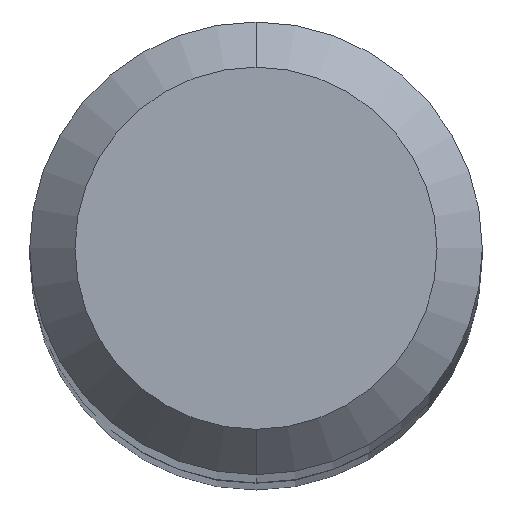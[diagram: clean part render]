
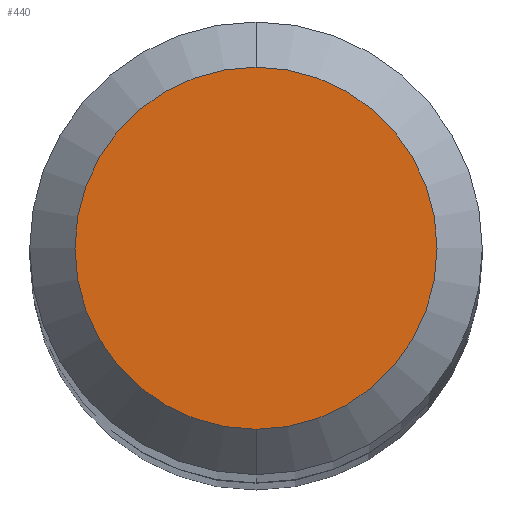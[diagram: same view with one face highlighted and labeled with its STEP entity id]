
A CAD part, top view. The second image highlights one B-rep face of the part: STEP entity #440.
In plain terms, the highlighted planar face has unit normal (0, 0, 1).
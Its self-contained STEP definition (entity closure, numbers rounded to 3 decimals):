
#228=VERTEX_POINT('',#537);
#276=EDGE_CURVE('',#356,#228,#588,.T.);
#292=EDGE_CURVE('',#228,#356,#606,.T.);
#356=VERTEX_POINT('',#677);
#440=ADVANCED_FACE('',(#770),#771,.T.);
#537=CARTESIAN_POINT('',(0.,-1.2,0.0));
#588=CIRCLE('',#995,1.2);
#606=CIRCLE('',#1020,1.2);
#677=CARTESIAN_POINT('',(0.0,1.2,0.0));
#770=FACE_OUTER_BOUND('',#1399,.T.);
#771=PLANE('',#1400);
#995=AXIS2_PLACEMENT_3D('',#1567,#1568,#1569);
#1020=AXIS2_PLACEMENT_3D('',#1599,#1600,#1601);
#1399=EDGE_LOOP('',(#1763,#1764));
#1400=AXIS2_PLACEMENT_3D('',#1765,#1766,#1767);
#1567=CARTESIAN_POINT('',(0.0,0.0,0.0));
#1568=DIRECTION('',(0.0,0.0,-1.0));
#1569=DIRECTION('',(0.0,1.0,0.0));
#1599=CARTESIAN_POINT('',(0.0,0.0,0.0));
#1600=DIRECTION('',(0.0,0.0,-1.0));
#1601=DIRECTION('',(0.0,1.0,0.0));
#1763=ORIENTED_EDGE('',*,*,#276,.F.);
#1764=ORIENTED_EDGE('',*,*,#292,.F.);
#1765=CARTESIAN_POINT('',(0.0,0.6,0.0));
#1766=DIRECTION('',(-0.0,0.0,1.0));
#1767=DIRECTION('',(0.0,-1.0,0.0));
